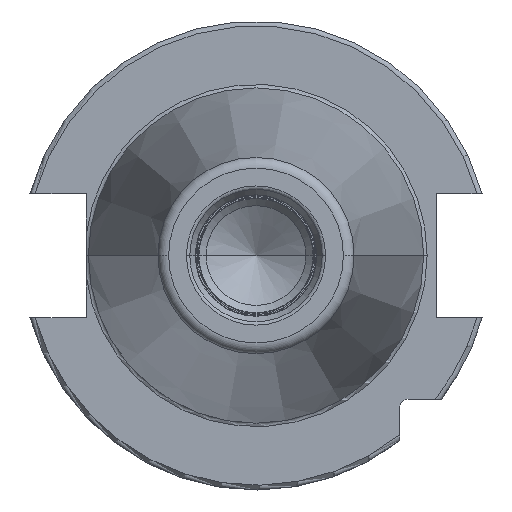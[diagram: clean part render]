
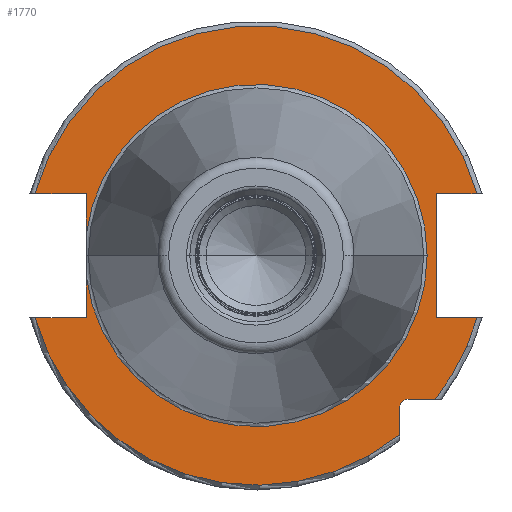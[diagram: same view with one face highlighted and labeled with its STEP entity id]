
A CAD part, left-side view. The second image highlights one B-rep face of the part: STEP entity #1770.
In plain terms, the highlighted planar face has unit normal (-1, 0, 0).
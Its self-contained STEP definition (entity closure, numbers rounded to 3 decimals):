
#117=CARTESIAN_POINT('',(3.2,0.,0.));
#118=DIRECTION('',(-1.,0.,0.));
#119=DIRECTION('',(0.,0.992,-0.124));
#120=AXIS2_PLACEMENT_3D('',#117,#118,#119);
#177=CARTESIAN_POINT('',(3.2,-31.6,-31.6));
#178=DIRECTION('',(1.,0.,0.));
#179=DIRECTION('',(0.,1.,0.));
#180=AXIS2_PLACEMENT_3D('',#177,#178,#179);
#182=DIRECTION('',(0.,-1.,0.));
#183=VECTOR('',#182,5.654);
#184=CARTESIAN_POINT('',(3.2,-31.6,-29.85));
#185=LINE('',#184,#183);
#186=DIRECTION('',(0.,0.,1.));
#187=VECTOR('',#186,5.654);
#188=CARTESIAN_POINT('',(3.2,-29.85,-37.254));
#189=LINE('',#188,#187);
#190=CARTESIAN_POINT('',(3.2,0.,0.));
#191=DIRECTION('',(-1.,0.,0.));
#192=DIRECTION('',(0.,0.963,-0.27));
#193=AXIS2_PLACEMENT_3D('',#190,#191,#192);
#195=DIRECTION('',(0.,-1.,0.));
#196=VECTOR('',#195,10.661);
#197=CARTESIAN_POINT('',(3.2,45.961,-12.9));
#198=LINE('',#197,#196);
#199=DIRECTION('',(0.,0.,-1.));
#200=VECTOR('',#199,8.485);
#201=CARTESIAN_POINT('',(3.2,35.3,-4.415));
#202=LINE('',#201,#200);
#203=DIRECTION('',(0.,0.,-1.));
#204=VECTOR('',#203,8.485);
#205=CARTESIAN_POINT('',(3.2,35.3,12.9));
#206=LINE('',#205,#204);
#207=DIRECTION('',(0.,-1.,0.));
#208=VECTOR('',#207,10.661);
#209=CARTESIAN_POINT('',(3.2,45.961,12.9));
#210=LINE('',#209,#208);
#211=CARTESIAN_POINT('',(3.2,0.,0.));
#212=DIRECTION('',(1.,0.,0.));
#213=DIRECTION('',(0.,0.963,0.27));
#214=AXIS2_PLACEMENT_3D('',#211,#212,#213);
#216=DIRECTION('',(0.,1.,0.));
#217=VECTOR('',#216,8.461);
#218=CARTESIAN_POINT('',(3.2,-45.961,12.9));
#219=LINE('',#218,#217);
#220=DIRECTION('',(0.,0.,1.));
#221=VECTOR('',#220,25.8);
#222=CARTESIAN_POINT('',(3.2,-37.5,-12.9));
#223=LINE('',#222,#221);
#224=DIRECTION('',(0.,1.,0.));
#225=VECTOR('',#224,8.461);
#226=CARTESIAN_POINT('',(3.2,-45.961,-12.9));
#227=LINE('',#226,#225);
#228=CARTESIAN_POINT('',(3.2,0.,0.));
#229=DIRECTION('',(-1.,0.,0.));
#230=DIRECTION('',(0.,-0.78,-0.625));
#231=AXIS2_PLACEMENT_3D('',#228,#229,#230);
#279=CARTESIAN_POINT('',(3.2,-37.254,-29.85));
#891=CARTESIAN_POINT('',(3.2,0.,0.));
#892=DIRECTION('',(1.,0.,0.));
#893=DIRECTION('',(0.,0.992,0.124));
#894=AXIS2_PLACEMENT_3D('',#891,#892,#893);
#1238=CARTESIAN_POINT('',(3.2,-35.575,0.));
#1240=VERTEX_POINT('',#1238);
#1372=CARTESIAN_POINT('',(3.2,45.961,12.9));
#1373=CARTESIAN_POINT('',(3.2,35.3,12.9));
#1374=VERTEX_POINT('',#1372);
#1375=VERTEX_POINT('',#1373);
#1376=CARTESIAN_POINT('',(3.2,35.3,4.415));
#1377=VERTEX_POINT('',#1376);
#1378=CARTESIAN_POINT('',(3.2,35.3,-4.415));
#1379=CARTESIAN_POINT('',(3.2,35.3,-12.9));
#1380=VERTEX_POINT('',#1378);
#1381=VERTEX_POINT('',#1379);
#1382=CARTESIAN_POINT('',(3.2,45.961,-12.9));
#1383=VERTEX_POINT('',#1382);
#1384=CARTESIAN_POINT('',(3.2,-45.961,-12.9));
#1385=CARTESIAN_POINT('',(3.2,-37.5,-12.9));
#1386=VERTEX_POINT('',#1384);
#1387=VERTEX_POINT('',#1385);
#1388=CARTESIAN_POINT('',(3.2,-37.5,12.9));
#1389=VERTEX_POINT('',#1388);
#1390=CARTESIAN_POINT('',(3.2,-45.961,12.9));
#1391=VERTEX_POINT('',#1390);
#1423=CARTESIAN_POINT('',(3.2,-29.85,-37.254));
#1424=VERTEX_POINT('',#1423);
#1429=CARTESIAN_POINT('',(3.2,-29.85,-31.6));
#1430=CARTESIAN_POINT('',(3.2,-31.6,-29.85));
#1431=VERTEX_POINT('',#1429);
#1432=VERTEX_POINT('',#1430);
#1451=VERTEX_POINT('',#279);
#1738=CARTESIAN_POINT('',(3.2,0.,0.));
#1739=DIRECTION('',(1.,0.,0.));
#1740=DIRECTION('',(0.,-1.,0.));
#1741=AXIS2_PLACEMENT_3D('',#1738,#1739,#1740);
#1742=PLANE('',#1741);
#1744=ORIENTED_EDGE('',*,*,#1743,.F.);
#1745=ORIENTED_EDGE('',*,*,#1731,.F.);
#1746=ORIENTED_EDGE('',*,*,#1719,.F.);
#1748=ORIENTED_EDGE('',*,*,#1747,.F.);
#1750=ORIENTED_EDGE('',*,*,#1749,.T.);
#1751=ORIENTED_EDGE('',*,*,#1645,.F.);
#1752=ORIENTED_EDGE('',*,*,#1626,.T.);
#1754=ORIENTED_EDGE('',*,*,#1753,.F.);
#1755=ORIENTED_EDGE('',*,*,#1640,.F.);
#1757=ORIENTED_EDGE('',*,*,#1756,.F.);
#1759=ORIENTED_EDGE('',*,*,#1758,.T.);
#1761=ORIENTED_EDGE('',*,*,#1760,.T.);
#1763=ORIENTED_EDGE('',*,*,#1762,.F.);
#1765=ORIENTED_EDGE('',*,*,#1764,.F.);
#1767=ORIENTED_EDGE('',*,*,#1766,.F.);
#1768=EDGE_LOOP('',(#1744,#1745,#1746,#1748,#1750,#1751,#1752,#1754,#1755,#1757,
#1759,#1761,#1763,#1765,#1767));
#1769=FACE_OUTER_BOUND('',#1768,.F.);
#1770=ADVANCED_FACE('',(#1769),#1742,.F.);
#121=CIRCLE('',#120,35.575);
#181=CIRCLE('',#180,1.75);
#194=CIRCLE('',#193,47.738);
#215=CIRCLE('',#214,47.738);
#232=CIRCLE('',#231,47.738);
#895=CIRCLE('',#894,35.575);
#1626=EDGE_CURVE('',#1380,#1240,#121,.T.);
#1640=EDGE_CURVE('',#1375,#1377,#206,.T.);
#1645=EDGE_CURVE('',#1380,#1381,#202,.T.);
#1719=EDGE_CURVE('',#1424,#1431,#189,.T.);
#1731=EDGE_CURVE('',#1431,#1432,#181,.T.);
#1743=EDGE_CURVE('',#1432,#1451,#185,.T.);
#1747=EDGE_CURVE('',#1383,#1424,#194,.T.);
#1749=EDGE_CURVE('',#1383,#1381,#198,.T.);
#1753=EDGE_CURVE('',#1377,#1240,#895,.T.);
#1756=EDGE_CURVE('',#1374,#1375,#210,.T.);
#1758=EDGE_CURVE('',#1374,#1391,#215,.T.);
#1760=EDGE_CURVE('',#1391,#1389,#219,.T.);
#1762=EDGE_CURVE('',#1387,#1389,#223,.T.);
#1764=EDGE_CURVE('',#1386,#1387,#227,.T.);
#1766=EDGE_CURVE('',#1451,#1386,#232,.T.);
